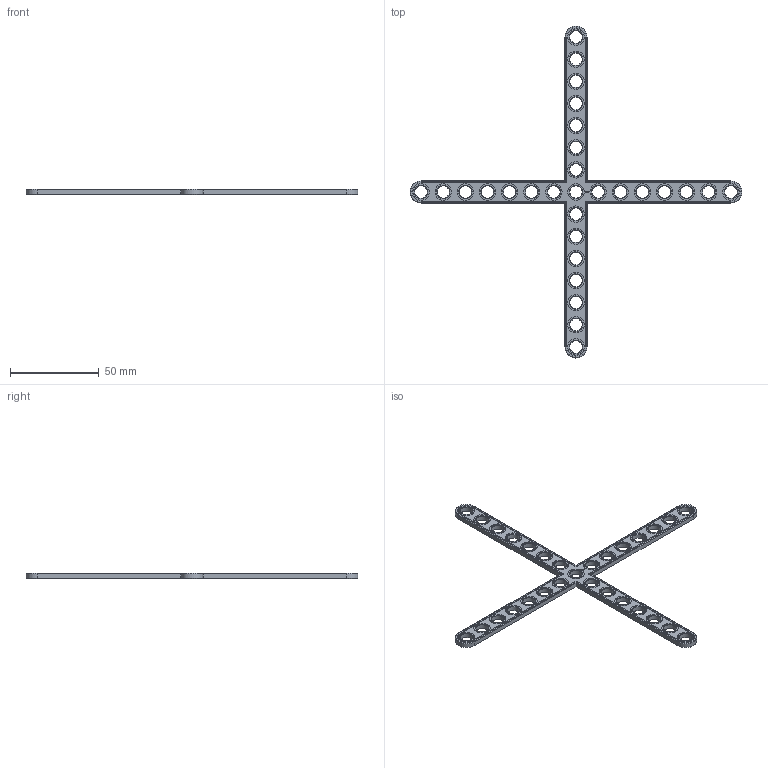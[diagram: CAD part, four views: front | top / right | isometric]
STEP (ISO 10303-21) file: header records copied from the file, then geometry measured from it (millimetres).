
FILE_DESCRIPTION(('FreeCAD Model'),'2;1');
FILE_NAME('Open CASCADE Shape Model','2023-10-20T20:33:25',(''),(''), 'Open CASCADE STEP processor 7.6','FreeCAD','Unknown');
FILE_SCHEMA(('AUTOMOTIVE_DESIGN { 1 0 10303 214 1 1 1 1 }'));
Products named in the file (1): Brace CRS STD SYM ER BU15x00,25 - SPN-BRC-0606 (stemfie.org)
Bounding box: 187.5 x 187.5 x 3.12 mm (x, y, z)
Volume: 9990.8 mm3; surface area: 10805.7 mm2
Topology: 1 solids, 1 shells, 744 faces, 1963 edges, 1286 vertices
Faces by surface type: plane 364, extrusion 234, cone 80, cylinder 66
Full cylindrical faces by diameter (mm): 7 x29, 9.2 x29
Entity records: 49988 total; most frequent: CARTESIAN_POINT 13360, DIRECTION 5555, VECTOR 3985, ORIENTED_EDGE 3926, PCURVE 3926, DEFINITIONAL_REPRESENTATION 3926, LINE 3751, B_SPLINE_CURVE_WITH_KNOTS 1972
